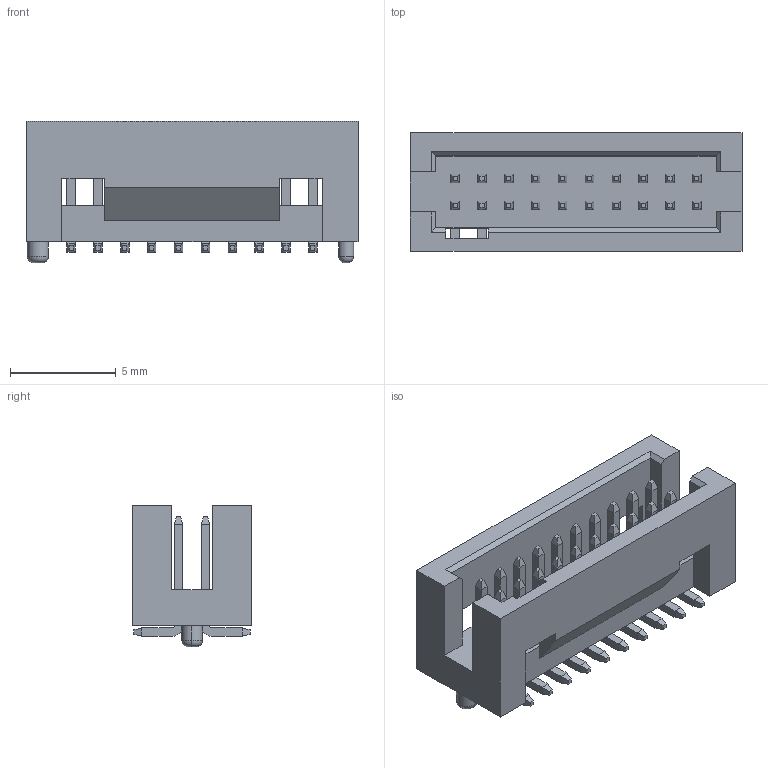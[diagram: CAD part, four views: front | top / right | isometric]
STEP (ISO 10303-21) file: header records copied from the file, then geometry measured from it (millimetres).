
FILE_DESCRIPTION (( 'STEP AP214' ), '1' );
FILE_NAME ('FBH12707-D20S1XX4K6M-REF.STEP', '2026-03-06T01:09:25', ( '' ), ( '' ), 'SwSTEP 2.0', 'SolidWorks 2021', '' );
FILE_SCHEMA (( 'AUTOMOTIVE_DESIGN' ));
Length unit declared in the file: millimetre
Products named in the file (1): FBH12707-D20S1XX4K6M-REF
Bounding box: 15.7 x 5.6 x 6.7 mm (x, y, z)
Volume: 258.2 mm3; surface area: 701.9 mm2
Topology: 1 solids, 1 shells, 473 faces, 1095 edges, 658 vertices
Faces by surface type: plane 425, cylinder 44, torus 4
Entity records: 12987 total; most frequent: CARTESIAN_POINT 2227, ORIENTED_EDGE 2190, DIRECTION 2139, EDGE_CURVE 1095, LINE 999, VECTOR 999, VERTEX_POINT 658, AXIS2_PLACEMENT_3D 570
